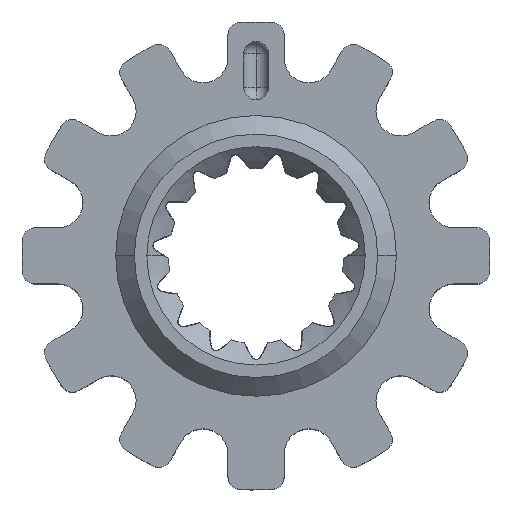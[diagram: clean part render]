
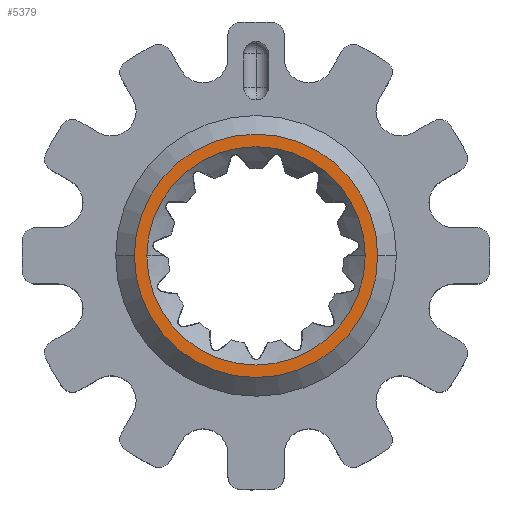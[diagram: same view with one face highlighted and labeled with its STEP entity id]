
A CAD part, top view. The second image highlights one B-rep face of the part: STEP entity #5379.
In plain terms, the highlighted planar face has unit normal (0, 0, 1).
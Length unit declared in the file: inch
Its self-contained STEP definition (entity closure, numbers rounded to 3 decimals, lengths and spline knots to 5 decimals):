
#5 = CARTESIAN_POINT ( 'NONE',  ( -0.175, 0., 0.25 ) ) ;
#57 = DIRECTION ( 'NONE',  ( 0., 0., 1. ) ) ;
#182 = VERTEX_POINT ( 'NONE', #5339 ) ;
#220 = CARTESIAN_POINT ( 'NONE',  ( 0., 0., 0.25 ) ) ;
#385 = CARTESIAN_POINT ( 'NONE',  ( 0., 0., 0.25 ) ) ;
#430 = DIRECTION ( 'NONE',  ( 0., 0., 1. ) ) ;
#441 = EDGE_CURVE ( 'NONE', #3377, #2898, #1713, .T. ) ;
#712 = CARTESIAN_POINT ( 'NONE',  ( -0.195, 0., 0.25 ) ) ;
#756 = EDGE_LOOP ( 'NONE', ( #5639, #1531 ) ) ;
#816 = ORIENTED_EDGE ( 'NONE', *, *, #842, .T. ) ;
#842 = EDGE_CURVE ( 'NONE', #182, #3651, #4669, .T. ) ;
#861 = CARTESIAN_POINT ( 'NONE',  ( 0., 0., 0.25 ) ) ;
#941 = CIRCLE ( 'NONE', #3327, 0.195 ) ;
#1260 = CARTESIAN_POINT ( 'NONE',  ( 0.175, 0., 0.25 ) ) ;
#1531 = ORIENTED_EDGE ( 'NONE', *, *, #2452, .F. ) ;
#1548 = DIRECTION ( 'NONE',  ( 0., 0., 1. ) ) ;
#1713 = CIRCLE ( 'NONE', #4112, 0.175 ) ;
#1811 = DIRECTION ( 'NONE',  ( 1., 0., 0. ) ) ;
#1978 = DIRECTION ( 'NONE',  ( 1., 0., 0. ) ) ;
#2146 = DIRECTION ( 'NONE',  ( 1., 0., 0. ) ) ;
#2182 = AXIS2_PLACEMENT_3D ( 'NONE', #385, #3709, #2146 ) ;
#2245 = PLANE ( 'NONE',  #4817 ) ;
#2452 = EDGE_CURVE ( 'NONE', #2898, #3377, #4747, .T. ) ;
#2679 = FACE_BOUND ( 'NONE', #756, .T. ) ;
#2898 = VERTEX_POINT ( 'NONE', #5 ) ;
#2974 = ORIENTED_EDGE ( 'NONE', *, *, #3979, .T. ) ;
#2998 = DIRECTION ( 'NONE',  ( 1., 0., 0. ) ) ;
#3004 = DIRECTION ( 'NONE',  ( 0., 0., 1. ) ) ;
#3058 = CARTESIAN_POINT ( 'NONE',  ( 0., 0., 0.25 ) ) ;
#3327 = AXIS2_PLACEMENT_3D ( 'NONE', #3058, #3004, #3975 ) ;
#3377 = VERTEX_POINT ( 'NONE', #1260 ) ;
#3651 = VERTEX_POINT ( 'NONE', #712 ) ;
#3709 = DIRECTION ( 'NONE',  ( 0., 0., 1. ) ) ;
#3975 = DIRECTION ( 'NONE',  ( 1., 0., 0. ) ) ;
#3979 = EDGE_CURVE ( 'NONE', #3651, #182, #941, .T. ) ;
#3998 = CARTESIAN_POINT ( 'NONE',  ( 0., 0., 0.25 ) ) ;
#4112 = AXIS2_PLACEMENT_3D ( 'NONE', #861, #430, #2998 ) ;
#4429 = FACE_OUTER_BOUND ( 'NONE', #5193, .T. ) ;
#4652 = AXIS2_PLACEMENT_3D ( 'NONE', #220, #1548, #1978 ) ;
#4669 = CIRCLE ( 'NONE', #2182, 0.195 ) ;
#4747 = CIRCLE ( 'NONE', #4652, 0.175 ) ;
#4817 = AXIS2_PLACEMENT_3D ( 'NONE', #3998, #57, #1811 ) ;
#5193 = EDGE_LOOP ( 'NONE', ( #2974, #816 ) ) ;
#5339 = CARTESIAN_POINT ( 'NONE',  ( 0.195, 0., 0.25 ) ) ;
#5379 = ADVANCED_FACE ( 'NONE', ( #2679, #4429 ), #2245, .T. ) ;
#5639 = ORIENTED_EDGE ( 'NONE', *, *, #441, .F. ) ;
